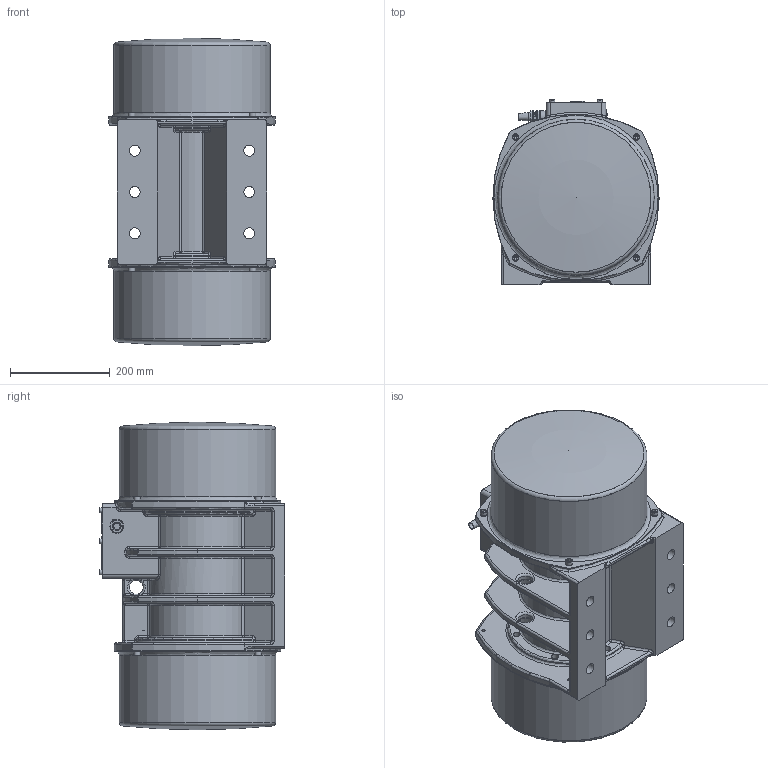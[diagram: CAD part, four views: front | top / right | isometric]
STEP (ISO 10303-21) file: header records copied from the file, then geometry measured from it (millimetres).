
FILE_DESCRIPTION((''),'2;1');
FILE_NAME('G40-600-6 nativ.stp','2010-03-02T17:05:32',('Doris'),(''),'Autodesk Inventor 2008','Autodesk Inventor 2008','');
FILE_SCHEMA(('AUTOMOTIVE_DESIGN { 1 0 10303 214 1 1 1 1 }'));
Length unit declared in the file: millimetre
Products named in the file (1): G40-600-6 nativ
Bounding box: 334 x 372.17 x 618 mm (x, y, z)
Volume: 9335553.7 mm3; surface area: 2021178.3 mm2
Topology: 1 solids, 20 shells, 1210 faces, 2789 edges, 1694 vertices
Faces by surface type: plane 405, cylinder 400, bspline 218, torus 84, cone 72, sphere 31
Full cylindrical faces by diameter (mm): 2.729 x2, 3 x4, 4.134 x1, 4.917 x8, 6 x6, 6.4 x6, 6.647 x8, 7 x6, 8 x8, 8.4 x8, 10 x20, 11 x6, 13 x16, 13.835 x12, 16.5 x1, 17 x2, 18 x1, 20 x2, 22 x7, 23.376 x2, 23.8 x3, 28 x3, 30 x4, 40 x6, 170 x2, 174 x1, 310 x2, 314 x2
Entity records: 49517 total; most frequent: CARTESIAN_POINT 23142, DIRECTION 5247, ORIENTED_EDGE 4826, EDGE_CURVE 2413, AXIS2_PLACEMENT_3D 2184, EDGE_LOOP 1640, VERTEX_POINT 1581, FACE_OUTER_BOUND 1210
